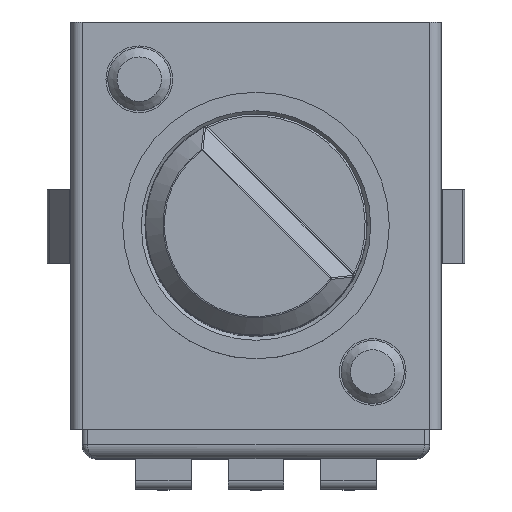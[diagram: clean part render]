
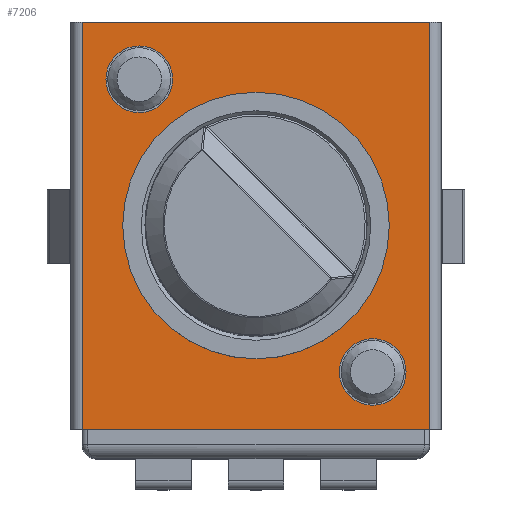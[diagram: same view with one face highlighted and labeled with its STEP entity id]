
A CAD part, top view. The second image highlights one B-rep face of the part: STEP entity #7206.
In plain terms, the highlighted planar face has unit normal (0, 0, 1).
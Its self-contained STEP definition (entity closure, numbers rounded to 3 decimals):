
#480=FACE_BOUND('',#1233,.T.);
#481=FACE_BOUND('',#1234,.T.);
#482=FACE_BOUND('',#1235,.T.);
#522=PLANE('',#7859);
#816=FACE_OUTER_BOUND('',#1232,.T.);
#1232=EDGE_LOOP('',(#5181,#5182,#5183,#5184));
#1233=EDGE_LOOP('',(#5185,#5186));
#1234=EDGE_LOOP('',(#5187,#5188));
#1235=EDGE_LOOP('',(#5189,#5190));
#1637=LINE('',#10323,#2319);
#1638=LINE('',#10325,#2320);
#1639=LINE('',#10327,#2321);
#1640=LINE('',#10328,#2322);
#2319=VECTOR('',#8559,10.);
#2320=VECTOR('',#8560,10.);
#2321=VECTOR('',#8561,10.);
#2322=VECTOR('',#8562,10.);
#3030=CIRCLE('',#7841,0.9);
#3031=CIRCLE('',#7842,0.9);
#3033=CIRCLE('',#7845,0.9);
#3034=CIRCLE('',#7846,0.9);
#3041=CIRCLE('',#7857,3.6);
#3042=CIRCLE('',#7858,3.6);
#3179=VERTEX_POINT('',#10284);
#3180=VERTEX_POINT('',#10285);
#3182=VERTEX_POINT('',#10292);
#3183=VERTEX_POINT('',#10293);
#3190=VERTEX_POINT('',#10315);
#3191=VERTEX_POINT('',#10317);
#3192=VERTEX_POINT('',#10321);
#3193=VERTEX_POINT('',#10322);
#3194=VERTEX_POINT('',#10324);
#3195=VERTEX_POINT('',#10326);
#3945=EDGE_CURVE('',#3179,#3180,#3030,.T.);
#3946=EDGE_CURVE('',#3180,#3179,#3031,.T.);
#3949=EDGE_CURVE('',#3182,#3183,#3033,.T.);
#3950=EDGE_CURVE('',#3183,#3182,#3034,.T.);
#3961=EDGE_CURVE('',#3191,#3190,#3041,.T.);
#3962=EDGE_CURVE('',#3190,#3191,#3042,.T.);
#3963=EDGE_CURVE('',#3192,#3193,#1637,.T.);
#3964=EDGE_CURVE('',#3194,#3192,#1638,.T.);
#3965=EDGE_CURVE('',#3195,#3194,#1639,.T.);
#3966=EDGE_CURVE('',#3193,#3195,#1640,.T.);
#5181=ORIENTED_EDGE('',*,*,#3963,.F.);
#5182=ORIENTED_EDGE('',*,*,#3964,.F.);
#5183=ORIENTED_EDGE('',*,*,#3965,.F.);
#5184=ORIENTED_EDGE('',*,*,#3966,.F.);
#5185=ORIENTED_EDGE('',*,*,#3945,.T.);
#5186=ORIENTED_EDGE('',*,*,#3946,.T.);
#5187=ORIENTED_EDGE('',*,*,#3949,.T.);
#5188=ORIENTED_EDGE('',*,*,#3950,.T.);
#5189=ORIENTED_EDGE('',*,*,#3961,.T.);
#5190=ORIENTED_EDGE('',*,*,#3962,.T.);
#7206=ADVANCED_FACE('',(#816,#480,#481,#482),#522,.T.);
#7841=AXIS2_PLACEMENT_3D('',#10286,#8516,#8517);
#7842=AXIS2_PLACEMENT_3D('',#10287,#8518,#8519);
#7845=AXIS2_PLACEMENT_3D('',#10294,#8525,#8526);
#7846=AXIS2_PLACEMENT_3D('',#10295,#8527,#8528);
#7857=AXIS2_PLACEMENT_3D('',#10318,#8553,#8554);
#7858=AXIS2_PLACEMENT_3D('',#10319,#8555,#8556);
#7859=AXIS2_PLACEMENT_3D('',#10320,#8557,#8558);
#8516=DIRECTION('center_axis',(0.,0.,-1.));
#8517=DIRECTION('ref_axis',(1.,0.,0.));
#8518=DIRECTION('center_axis',(0.,0.,-1.));
#8519=DIRECTION('ref_axis',(1.,0.,0.));
#8525=DIRECTION('center_axis',(0.,0.,-1.));
#8526=DIRECTION('ref_axis',(1.,0.,0.));
#8527=DIRECTION('center_axis',(0.,0.,-1.));
#8528=DIRECTION('ref_axis',(1.,0.,0.));
#8553=DIRECTION('center_axis',(0.,0.,-1.));
#8554=DIRECTION('ref_axis',(1.,0.,0.));
#8555=DIRECTION('center_axis',(0.,0.,-1.));
#8556=DIRECTION('ref_axis',(1.,0.,0.));
#8557=DIRECTION('center_axis',(0.,0.,1.));
#8558=DIRECTION('ref_axis',(1.,0.,0.));
#8559=DIRECTION('',(0.,-1.,0.));
#8560=DIRECTION('',(1.,0.,0.));
#8561=DIRECTION('',(0.,1.,0.));
#8562=DIRECTION('',(-1.,0.,0.));
#10284=CARTESIAN_POINT('',(4.054,-3.954,6.8));
#10285=CARTESIAN_POINT('',(2.254,-3.954,6.8));
#10286=CARTESIAN_POINT('Origin',(3.154,-3.954,6.8));
#10287=CARTESIAN_POINT('Origin',(3.154,-3.954,6.8));
#10292=CARTESIAN_POINT('',(-2.254,3.954,6.8));
#10293=CARTESIAN_POINT('',(-4.054,3.954,6.8));
#10294=CARTESIAN_POINT('Origin',(-3.154,3.954,6.8));
#10295=CARTESIAN_POINT('Origin',(-3.154,3.954,6.8));
#10315=CARTESIAN_POINT('',(-3.6,0.,6.8));
#10317=CARTESIAN_POINT('',(3.6,0.,6.8));
#10318=CARTESIAN_POINT('Origin',(0.,0.,6.8));
#10319=CARTESIAN_POINT('Origin',(0.,0.,6.8));
#10320=CARTESIAN_POINT('Origin',(-5.,0.,6.8));
#10321=CARTESIAN_POINT('',(4.7,5.5,6.8));
#10322=CARTESIAN_POINT('',(4.7,-5.5,6.8));
#10323=CARTESIAN_POINT('',(4.7,0.,6.8));
#10324=CARTESIAN_POINT('',(-4.7,5.5,6.8));
#10325=CARTESIAN_POINT('',(-5.,5.5,6.8));
#10326=CARTESIAN_POINT('',(-4.7,-5.5,6.8));
#10327=CARTESIAN_POINT('',(-4.7,0.,6.8));
#10328=CARTESIAN_POINT('',(-5.,-5.5,6.8));
